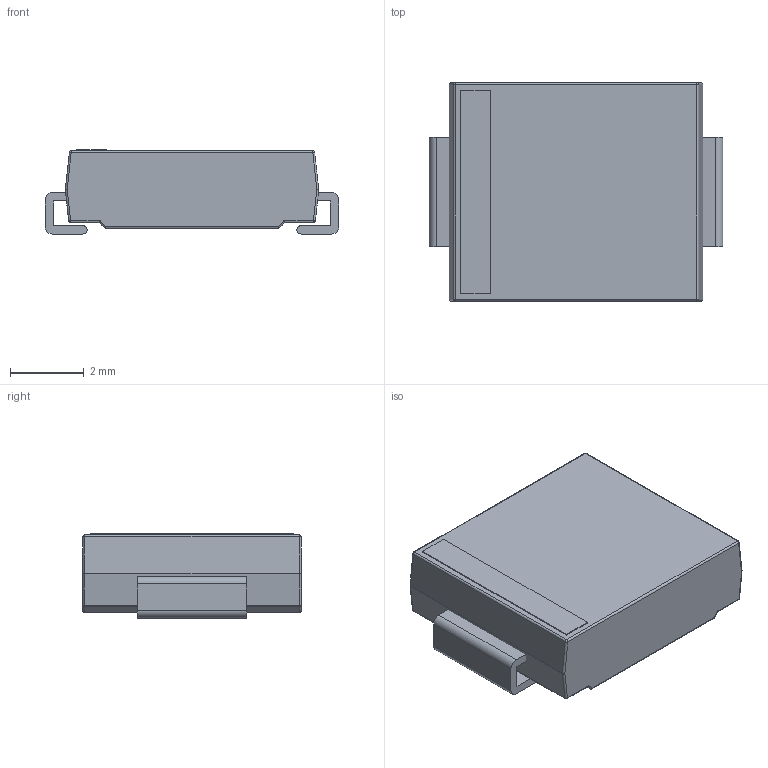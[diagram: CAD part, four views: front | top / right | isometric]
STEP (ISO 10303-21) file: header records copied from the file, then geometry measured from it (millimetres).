
FILE_DESCRIPTION(/* description */ (''),/* implementation_level */ '2;1');
FILE_NAME(/* name */ '5f49396e302aa612d8abf581',/* time_stamp */ '2020-08-28T17:05:51+00:00',/* author */ (''),/* organization */ (''),/* preprocessor_version */ 'ST-DEVELOPER v16.7',/* originating_system */ $,/* authorisation */ $);
FILE_SCHEMA (('AUTOMOTIVE_DESIGN {1 0 10303 214 3 1 1}'));
Length unit declared in the file: metre
Products named in the file (4): Refdes; Body; Cathode; Anode
Bounding box: 7.94 x 5.91 x 2.27 mm (x, y, z)
Volume: 85.9 mm3; surface area: 176.7 mm2
Topology: 4 solids, 4 shells, 82 faces, 190 edges, 104 vertices
Faces by surface type: plane 36, cylinder 34, sphere 12
Entity records: 2297 total; most frequent: DIRECTION 410, CARTESIAN_POINT 368, ORIENTED_EDGE 356, EDGE_CURVE 178, AXIS2_PLACEMENT_3D 146, LINE 118, VECTOR 118, VERTEX_POINT 104
